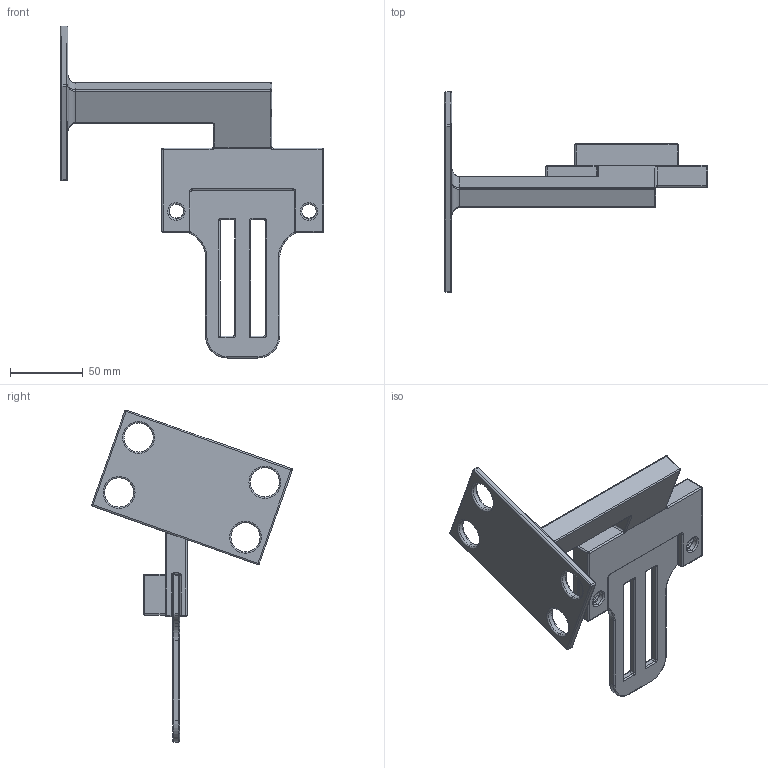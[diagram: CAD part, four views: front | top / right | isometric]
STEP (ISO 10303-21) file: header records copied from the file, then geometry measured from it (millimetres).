
FILE_DESCRIPTION (( 'STEP AP214' ), '1' );
FILE_NAME ('Cover_turn_assembly.STEP', '2021-04-29T13:14:08', ( '' ), ( '' ), 'SwSTEP 2.0', 'SolidWorks 2020', '' );
FILE_SCHEMA (( 'AUTOMOTIVE_DESIGN' ));
Length unit declared in the file: millimetre
Products named in the file (3): Cover_turn_stand; Cover_turn_assembly; Cover_turn
Assembly tree (2 placements, depth 2):
  Cover_turn_assembly
    Cover_turn
    Cover_turn_stand
Bounding box: 180.5 x 137.8 x 227.79 mm (x, y, z)
Volume: 198344.7 mm3; surface area: 64695.1 mm2
Topology: 2 solids, 2 shells, 381 faces, 884 edges, 465 vertices
Faces by surface type: cylinder 175, torus 89, plane 59, sphere 47, bspline 11
Entity records: 10703 total; most frequent: CARTESIAN_POINT 2046, DIRECTION 2031, ORIENTED_EDGE 1672, AXIS2_PLACEMENT_3D 849, EDGE_CURVE 836, CIRCLE 474, VERTEX_POINT 460, EDGE_LOOP 406
